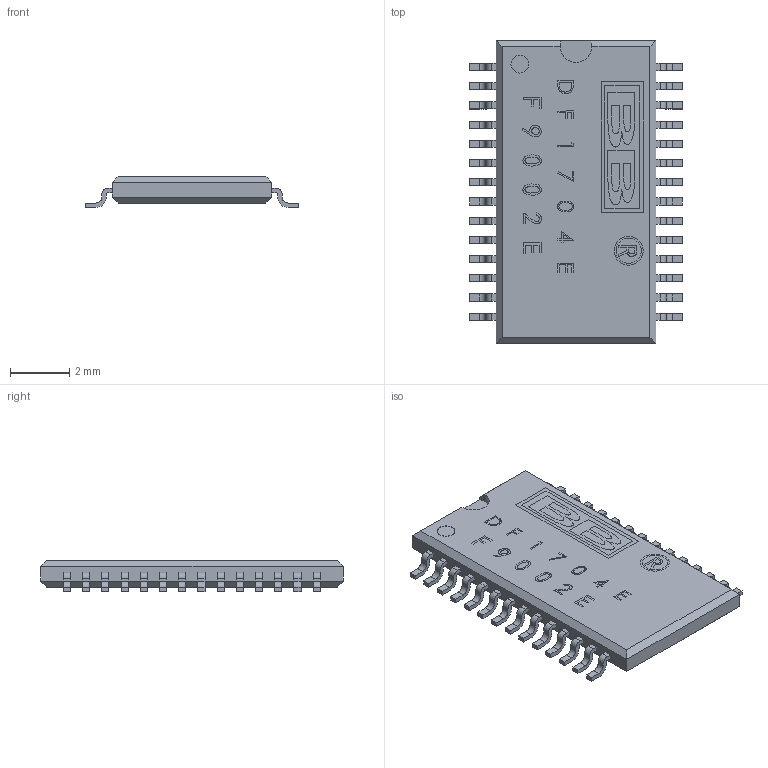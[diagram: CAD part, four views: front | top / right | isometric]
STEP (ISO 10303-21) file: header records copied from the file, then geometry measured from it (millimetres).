
FILE_DESCRIPTION (( 'STEP AP214' ), '1' );
FILE_NAME ('TSSOP28.STEP', '2012-06-30T15:16:44', ( '' ), ( '' ), 'SwSTEP 2.0', 'SolidWorks 2012', '' );
FILE_SCHEMA (( 'AUTOMOTIVE_DESIGN' ));
Length unit declared in the file: millimetre
Products named in the file (1): TSSOP28
Bounding box: 7.2 x 10.25 x 1.05 mm (x, y, z)
Volume: 49.6 mm3; surface area: 158.6 mm2
Topology: 1 solids, 1 shells, 417 faces, 1229 edges, 874 vertices
Faces by surface type: plane 300, cylinder 117
Entity records: 15807 total; most frequent: CARTESIAN_POINT 3803, ORIENTED_EDGE 2458, DIRECTION 2247, EDGE_CURVE 1229, VECTOR 939, LINE 939, VERTEX_POINT 874, AXIS2_PLACEMENT_3D 654
